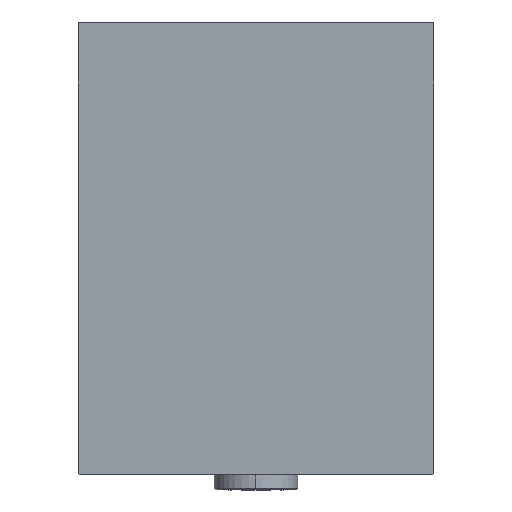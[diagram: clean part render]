
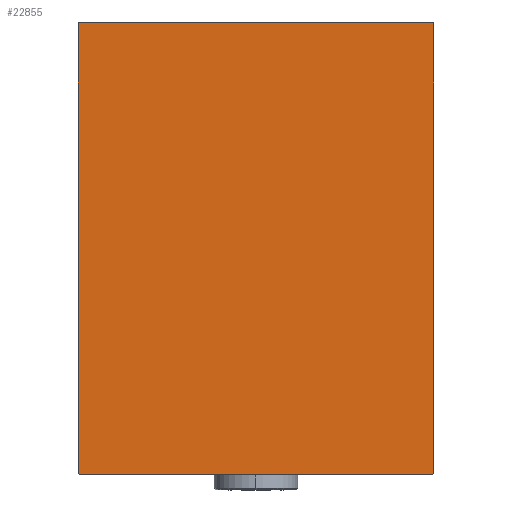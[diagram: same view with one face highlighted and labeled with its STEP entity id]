
A CAD part, left-side view. The second image highlights one B-rep face of the part: STEP entity #22855.
In plain terms, the highlighted face is planar.
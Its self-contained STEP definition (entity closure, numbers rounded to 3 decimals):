
#28 = CARTESIAN_POINT ( 'NONE',  ( 173., -55., -69.7 ) ) ;
#256 = VECTOR ( 'NONE', #5319, 1000. ) ;
#362 = ORIENTED_EDGE ( 'NONE', *, *, #24448, .T. ) ;
#597 = LINE ( 'NONE', #14288, #26260 ) ;
#848 = CARTESIAN_POINT ( 'NONE',  ( 173., -55., 69.7 ) ) ;
#1082 = LINE ( 'NONE', #4450, #27697 ) ;
#1098 = VECTOR ( 'NONE', #38108, 1000. ) ;
#1731 = CARTESIAN_POINT ( 'NONE',  ( 173., -62.35, 62.35 ) ) ;
#1960 = LINE ( 'NONE', #38978, #256 ) ;
#3621 = VERTEX_POINT ( 'NONE', #14380 ) ;
#4023 = CARTESIAN_POINT ( 'NONE',  ( 173., -54.7, -70. ) ) ;
#4277 = ORIENTED_EDGE ( 'NONE', *, *, #5839, .T. ) ;
#4422 = VERTEX_POINT ( 'NONE', #26570 ) ;
#4450 = CARTESIAN_POINT ( 'NONE',  ( 173., 62.35, -62.35 ) ) ;
#5319 = DIRECTION ( 'NONE',  ( 0., -0.707, 0.707 ) ) ;
#5637 = VECTOR ( 'NONE', #21935, 1000. ) ;
#5839 = EDGE_CURVE ( 'NONE', #43888, #4422, #1960, .T. ) ;
#5904 = ORIENTED_EDGE ( 'NONE', *, *, #27171, .T. ) ;
#6380 = VECTOR ( 'NONE', #15424, 1000. ) ;
#6690 = DIRECTION ( 'NONE',  ( 1., 0., 0. ) ) ;
#6963 = VECTOR ( 'NONE', #34702, 1000. ) ;
#7053 = AXIS2_PLACEMENT_3D ( 'NONE', #19710, #6690, #34042 ) ;
#8261 = VERTEX_POINT ( 'NONE', #15789 ) ;
#8645 = DIRECTION ( 'NONE',  ( 0., 0., -1. ) ) ;
#8879 = VERTEX_POINT ( 'NONE', #28 ) ;
#9888 = EDGE_CURVE ( 'NONE', #12239, #8261, #41915, .T. ) ;
#9939 = DIRECTION ( 'NONE',  ( 0., -1., 0. ) ) ;
#10050 = FACE_OUTER_BOUND ( 'NONE', #33546, .T. ) ;
#10141 = CARTESIAN_POINT ( 'NONE',  ( 173., 55., 69.7 ) ) ;
#10164 = LINE ( 'NONE', #23856, #39379 ) ;
#11182 = CARTESIAN_POINT ( 'NONE',  ( 173., -55., -70. ) ) ;
#12239 = VERTEX_POINT ( 'NONE', #4023 ) ;
#14288 = CARTESIAN_POINT ( 'NONE',  ( 173., -55., 70. ) ) ;
#14315 = CARTESIAN_POINT ( 'NONE',  ( 173., 55., -70. ) ) ;
#14380 = CARTESIAN_POINT ( 'NONE',  ( 173., -54.7, 70. ) ) ;
#15424 = DIRECTION ( 'NONE',  ( 0., -0.707, -0.707 ) ) ;
#15456 = ORIENTED_EDGE ( 'NONE', *, *, #17926, .T. ) ;
#15789 = CARTESIAN_POINT ( 'NONE',  ( 173., 54.7, -70. ) ) ;
#15874 = EDGE_CURVE ( 'NONE', #16910, #43888, #24849, .T. ) ;
#16910 = VERTEX_POINT ( 'NONE', #21009 ) ;
#17926 = EDGE_CURVE ( 'NONE', #22908, #8879, #597, .T. ) ;
#18020 = ORIENTED_EDGE ( 'NONE', *, *, #15874, .T. ) ;
#19710 = CARTESIAN_POINT ( 'NONE',  ( 173., 0., 0. ) ) ;
#21009 = CARTESIAN_POINT ( 'NONE',  ( 173., 55., -69.7 ) ) ;
#21935 = DIRECTION ( 'NONE',  ( 0., 0.707, -0.707 ) ) ;
#22855 = ADVANCED_FACE ( 'NONE', ( #10050 ), #37414, .T. ) ;
#22908 = VERTEX_POINT ( 'NONE', #848 ) ;
#23856 = CARTESIAN_POINT ( 'NONE',  ( 173., 55., 70. ) ) ;
#24399 = EDGE_CURVE ( 'NONE', #8879, #12239, #35828, .T. ) ;
#24448 = EDGE_CURVE ( 'NONE', #3621, #22908, #32454, .T. ) ;
#24849 = LINE ( 'NONE', #14315, #6963 ) ;
#25525 = CARTESIAN_POINT ( 'NONE',  ( 173., -62.35, -62.35 ) ) ;
#26260 = VECTOR ( 'NONE', #8645, 1000. ) ;
#26570 = CARTESIAN_POINT ( 'NONE',  ( 173., 54.7, 70. ) ) ;
#27171 = EDGE_CURVE ( 'NONE', #4422, #3621, #10164, .T. ) ;
#27697 = VECTOR ( 'NONE', #31805, 1000. ) ;
#28845 = ORIENTED_EDGE ( 'NONE', *, *, #24399, .T. ) ;
#31805 = DIRECTION ( 'NONE',  ( 0., 0.707, 0.707 ) ) ;
#32454 = LINE ( 'NONE', #1731, #6380 ) ;
#33546 = EDGE_LOOP ( 'NONE', ( #35589, #34147, #18020, #4277, #5904, #362, #15456, #28845 ) ) ;
#34042 = DIRECTION ( 'NONE',  ( 0., 0., -1. ) ) ;
#34147 = ORIENTED_EDGE ( 'NONE', *, *, #44181, .T. ) ;
#34702 = DIRECTION ( 'NONE',  ( 0., 0., 1. ) ) ;
#35589 = ORIENTED_EDGE ( 'NONE', *, *, #9888, .T. ) ;
#35828 = LINE ( 'NONE', #25525, #5637 ) ;
#37414 = PLANE ( 'NONE',  #7053 ) ;
#38108 = DIRECTION ( 'NONE',  ( 0., 1., 0. ) ) ;
#38978 = CARTESIAN_POINT ( 'NONE',  ( 173., 62.35, 62.35 ) ) ;
#39379 = VECTOR ( 'NONE', #9939, 1000. ) ;
#41915 = LINE ( 'NONE', #11182, #1098 ) ;
#43888 = VERTEX_POINT ( 'NONE', #10141 ) ;
#44181 = EDGE_CURVE ( 'NONE', #8261, #16910, #1082, .T. ) ;
